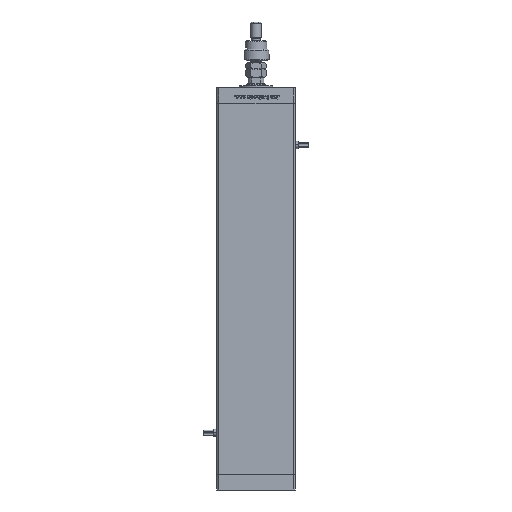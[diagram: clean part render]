
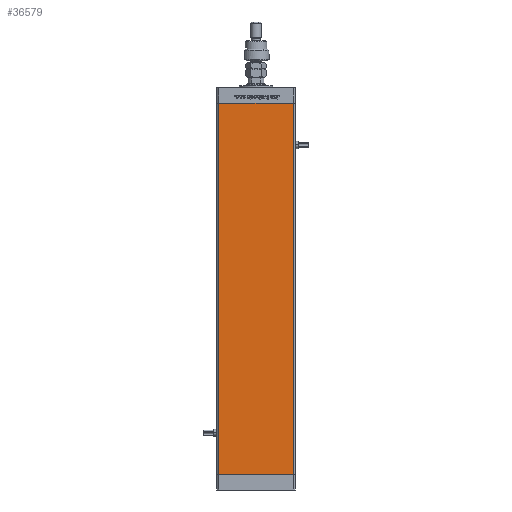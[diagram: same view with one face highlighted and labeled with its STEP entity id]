
A CAD part, front view. The second image highlights one B-rep face of the part: STEP entity #36579.
In plain terms, the highlighted planar face has unit normal (0, -1, 0).
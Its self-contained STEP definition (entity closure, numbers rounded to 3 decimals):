
#385 = EDGE_LOOP ( 'NONE', ( #31015, #36774, #24903, #47416 ) ) ;
#618 = LINE ( 'NONE', #53634, #46792 ) ;
#2619 = CARTESIAN_POINT ( 'NONE',  ( -35.5, -32.5, 356. ) ) ;
#2922 = LINE ( 'NONE', #15463, #21489 ) ;
#4582 = CARTESIAN_POINT ( 'NONE',  ( 35.5, -32.5, 0. ) ) ;
#7059 = CARTESIAN_POINT ( 'NONE',  ( 35.5, -32.5, 356. ) ) ;
#9100 = VECTOR ( 'NONE', #11774, 1000. ) ;
#11774 = DIRECTION ( 'NONE',  ( 1., 0., 0. ) ) ;
#12524 = PLANE ( 'NONE',  #44066 ) ;
#14184 = EDGE_CURVE ( 'NONE', #31791, #42990, #2922, .T. ) ;
#15463 = CARTESIAN_POINT ( 'NONE',  ( 35.5, -32.5, 356. ) ) ;
#19578 = VERTEX_POINT ( 'NONE', #57449 ) ;
#19840 = DIRECTION ( 'NONE',  ( 0., 0., -1. ) ) ;
#21489 = VECTOR ( 'NONE', #19840, 1000. ) ;
#23633 = CARTESIAN_POINT ( 'NONE',  ( -35.5, -32.5, 356. ) ) ;
#24903 = ORIENTED_EDGE ( 'NONE', *, *, #50682, .F. ) ;
#31015 = ORIENTED_EDGE ( 'NONE', *, *, #36381, .T. ) ;
#31791 = VERTEX_POINT ( 'NONE', #7059 ) ;
#32089 = DIRECTION ( 'NONE',  ( 0., 0., -1. ) ) ;
#32445 = VERTEX_POINT ( 'NONE', #34555 ) ;
#33596 = LINE ( 'NONE', #51954, #9100 ) ;
#33759 = DIRECTION ( 'NONE',  ( 0., 0., 1. ) ) ;
#34555 = CARTESIAN_POINT ( 'NONE',  ( -35.5, -32.5, 0. ) ) ;
#35283 = DIRECTION ( 'NONE',  ( 1., 0., 0. ) ) ;
#35944 = VECTOR ( 'NONE', #32089, 1000. ) ;
#36381 = EDGE_CURVE ( 'NONE', #32445, #42990, #618, .T. ) ;
#36579 = ADVANCED_FACE ( 'NONE', ( #42492 ), #12524, .F. ) ;
#36774 = ORIENTED_EDGE ( 'NONE', *, *, #14184, .F. ) ;
#42492 = FACE_OUTER_BOUND ( 'NONE', #385, .T. ) ;
#42990 = VERTEX_POINT ( 'NONE', #4582 ) ;
#44066 = AXIS2_PLACEMENT_3D ( 'NONE', #2619, #46864, #33759 ) ;
#44435 = EDGE_CURVE ( 'NONE', #19578, #32445, #55109, .T. ) ;
#46792 = VECTOR ( 'NONE', #35283, 1000. ) ;
#46864 = DIRECTION ( 'NONE',  ( 0., 1., 0. ) ) ;
#47416 = ORIENTED_EDGE ( 'NONE', *, *, #44435, .T. ) ;
#50682 = EDGE_CURVE ( 'NONE', #19578, #31791, #33596, .T. ) ;
#51954 = CARTESIAN_POINT ( 'NONE',  ( -35.5, -32.5, 356. ) ) ;
#53634 = CARTESIAN_POINT ( 'NONE',  ( -35.5, -32.5, 0. ) ) ;
#55109 = LINE ( 'NONE', #23633, #35944 ) ;
#57449 = CARTESIAN_POINT ( 'NONE',  ( -35.5, -32.5, 356. ) ) ;
